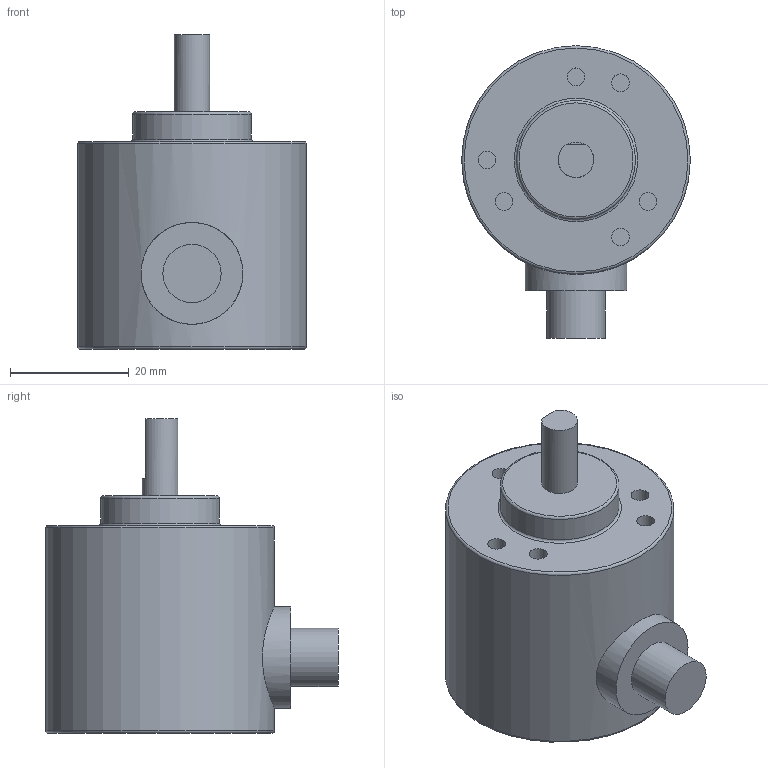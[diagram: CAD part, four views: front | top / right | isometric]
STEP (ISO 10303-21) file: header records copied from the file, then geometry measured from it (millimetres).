
FILE_DESCRIPTION(/* description */ (''),/* implementation_level */ '2;1');
FILE_NAME(/* name */ 'Shaft Encoder 38mm v5.step',/* time_stamp */ '2017-04-28T14:34:45-07:00',/* author */ (''),/* organization */ (''),/* preprocessor_version */ 'ST-DEVELOPER v16.13',/* originating_system */ 'Autodesk Translation Framework v6.1.1.50',/* authorisation */ '');
FILE_SCHEMA (('AUTOMOTIVE_DESIGN { 1 0 10303 214 3 1 1 }'));
Length unit declared in the file: millimetre
Products named in the file (1): Shaft Encoder 38mm v5
Bounding box: 38.5 x 49.25 x 53 mm (x, y, z)
Volume: 43678 mm3; surface area: 7950 mm2
Topology: 1 solids, 1 shells, 29 faces, 47 edges, 30 vertices
Faces by surface type: plane 14, cylinder 11, torus 4
Full cylindrical faces by diameter (mm): 3 x6, 6 x1, 9.806 x1, 17.152 x1, 20 x1, 38.5 x1
Entity records: 679 total; most frequent: CARTESIAN_POINT 123, DIRECTION 116, ORIENTED_EDGE 62, AXIS2_PLACEMENT_3D 56, EDGE_LOOP 54, EDGE_CURVE 31, FACE_OUTER_BOUND 29, VERTEX_POINT 29
